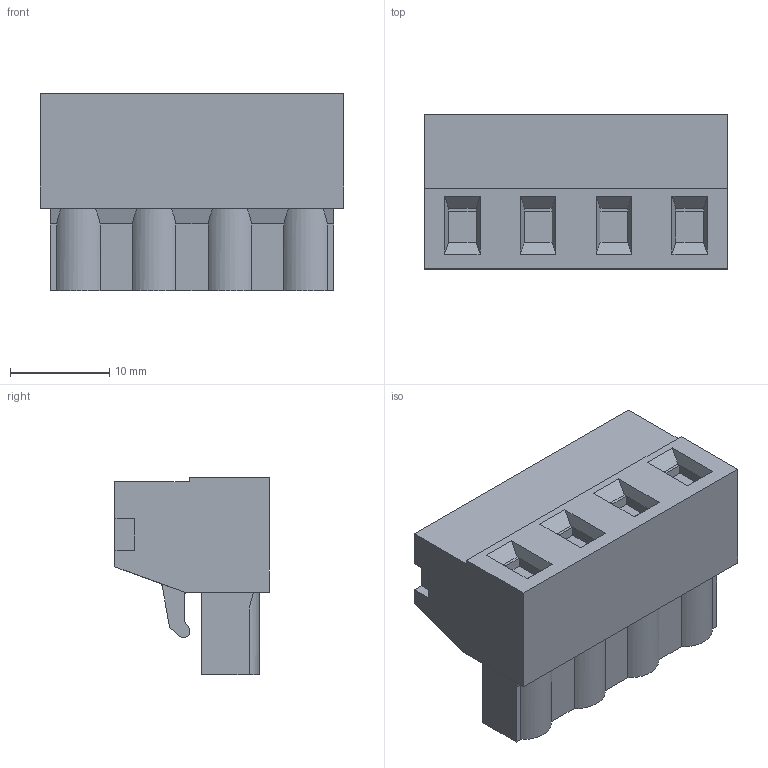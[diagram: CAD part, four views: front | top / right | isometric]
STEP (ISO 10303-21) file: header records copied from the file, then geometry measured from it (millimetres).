
FILE_DESCRIPTION(('STEP AP214'),'1');
FILE_NAME('SH04-7,62.stp','2020-05-26T13:03:51',(' '),(' '),'Spatial InterOp 3D',' ',' ');
FILE_SCHEMA(('automotive_design'));
Length unit declared in the file: metre
Products named in the file (1): 1
Bounding box: 30.48 x 15.5 x 19.85 mm (x, y, z)
Volume: 5972.5 mm3; surface area: 3070.4 mm2
Topology: 1 solids, 1 shells, 200 faces, 506 edges, 332 vertices
Faces by surface type: plane 163, cylinder 32, cone 4, extrusion 1
Full cylindrical faces by diameter (mm): 1.6 x4, 3.8 x4, 4 x4
Entity records: 7426 total; most frequent: CARTESIAN_POINT 1025, DIRECTION 969, ORIENTED_EDGE 964, EDGE_CURVE 482, VECTOR 393, LINE 392, VERTEX_POINT 324, AXIS2_PLACEMENT_3D 288
